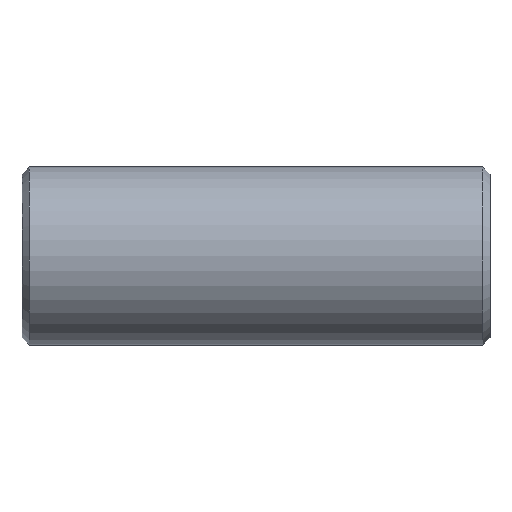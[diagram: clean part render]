
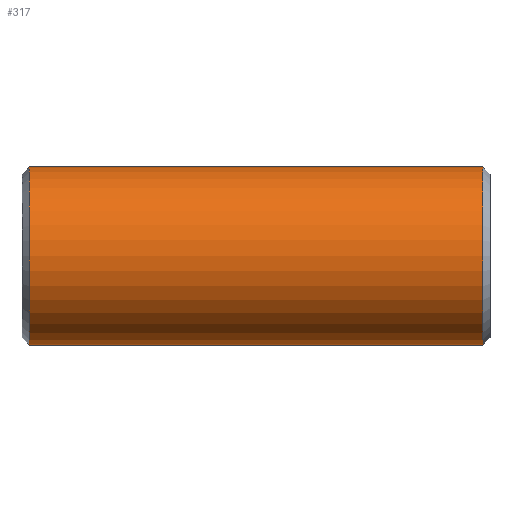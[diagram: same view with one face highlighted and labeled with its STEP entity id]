
A CAD part, top view. The second image highlights one B-rep face of the part: STEP entity #317.
In plain terms, the highlighted cylindrical face has radius 12 mm (diameter 24 mm), a partial arc.
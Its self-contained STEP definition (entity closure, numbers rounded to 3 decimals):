
#112=CARTESIAN_POINT('Vertex',(-30.5,12.,0.)) ;
#119=CARTESIAN_POINT('Vertex',(-30.5,-12.,0.)) ;
#144=CARTESIAN_POINT('Axis2P3D Location',(-30.5,0.,0.)) ;
#232=CARTESIAN_POINT('Axis2P3D Location',(16.36,0.,0.)) ;
#237=CARTESIAN_POINT('Line Origine',(16.36,-12.,0.)) ;
#241=CARTESIAN_POINT('Vertex',(30.5,-12.,0.)) ;
#244=CARTESIAN_POINT('Line Origine',(16.36,12.,0.)) ;
#248=CARTESIAN_POINT('Vertex',(30.5,12.,0.)) ;
#306=CARTESIAN_POINT('Axis2P3D Location',(30.5,0.,0.)) ;
#145=DIRECTION('Axis2P3D Direction',(1.,0.,0.)) ;
#233=DIRECTION('Axis2P3D Direction',(1.,0.,0.)) ;
#234=DIRECTION('Axis2P3D XDirection',(0.,1.,0.)) ;
#238=DIRECTION('Vector Direction',(1.,0.,0.)) ;
#245=DIRECTION('Vector Direction',(1.,0.,0.)) ;
#307=DIRECTION('Axis2P3D Direction',(1.,0.,0.)) ;
#146=AXIS2_PLACEMENT_3D('Circle Axis2P3D',#144,#145,$) ;
#235=AXIS2_PLACEMENT_3D('Cylinder Axis2P3D',#232,#233,#234) ;
#308=AXIS2_PLACEMENT_3D('Circle Axis2P3D',#306,#307,$) ;
#312=ORIENTED_EDGE('',*,*,#250,.T.) ;
#313=ORIENTED_EDGE('',*,*,#148,.T.) ;
#314=ORIENTED_EDGE('',*,*,#243,.F.) ;
#315=ORIENTED_EDGE('',*,*,#310,.F.) ;
#239=VECTOR('Line Direction',#238,1.) ;
#246=VECTOR('Line Direction',#245,1.) ;
#317=ADVANCED_FACE('Body.2',(#316),#236,.T.) ;
#147=CIRCLE('generated circle',#146,12.) ;
#309=CIRCLE('generated circle',#308,12.) ;
#236=CYLINDRICAL_SURFACE('generated cylinder',#235,12.) ;
#148=EDGE_CURVE('',#113,#120,#147,.T.) ;
#243=EDGE_CURVE('',#242,#120,#240,.F.) ;
#250=EDGE_CURVE('',#249,#113,#247,.F.) ;
#310=EDGE_CURVE('',#249,#242,#309,.T.) ;
#311=EDGE_LOOP('',(#312,#313,#314,#315)) ;
#316=FACE_OUTER_BOUND('',#311,.T.) ;
#240=LINE('Line',#237,#239) ;
#247=LINE('Line',#244,#246) ;
#113=VERTEX_POINT('',#112) ;
#120=VERTEX_POINT('',#119) ;
#242=VERTEX_POINT('',#241) ;
#249=VERTEX_POINT('',#248) ;
